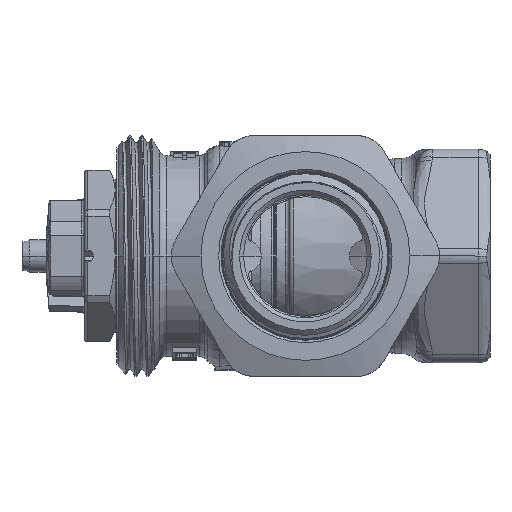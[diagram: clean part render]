
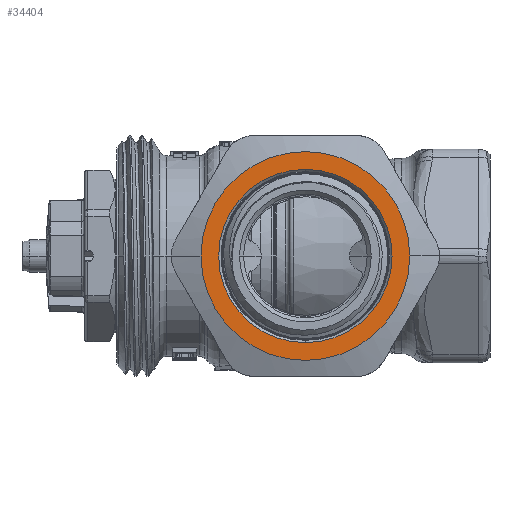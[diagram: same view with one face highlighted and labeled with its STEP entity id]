
A CAD part, left-side view. The second image highlights one B-rep face of the part: STEP entity #34404.
In plain terms, the highlighted planar face has unit normal (-1, 0, 0).
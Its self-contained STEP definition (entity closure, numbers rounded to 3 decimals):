
#1605=CARTESIAN_POINT('',(-31.65,0.,0.));
#1606=DIRECTION('',(-1.,0.,0.));
#1607=DIRECTION('',(0.,1.,0.));
#1608=AXIS2_PLACEMENT_3D('',#1605,#1606,#1607);
#1610=CARTESIAN_POINT('',(-31.65,0.,0.));
#1611=DIRECTION('',(-1.,0.,0.));
#1612=DIRECTION('',(0.,-1.,0.));
#1613=AXIS2_PLACEMENT_3D('',#1610,#1611,#1612);
#1755=CARTESIAN_POINT('',(-31.65,0.,0.));
#1756=DIRECTION('',(-1.,0.,0.));
#1757=DIRECTION('',(0.,0.,1.));
#1758=AXIS2_PLACEMENT_3D('',#1755,#1756,#1757);
#1765=CARTESIAN_POINT('',(-31.65,0.,0.));
#1766=DIRECTION('',(-1.,0.,0.));
#1767=DIRECTION('',(0.,0.,-1.));
#1768=AXIS2_PLACEMENT_3D('',#1765,#1766,#1767);
#32817=CARTESIAN_POINT('',(-31.65,0.,10.8));
#32818=CARTESIAN_POINT('',(-31.65,0.,-10.8));
#32819=VERTEX_POINT('',#32817);
#32820=VERTEX_POINT('',#32818);
#32825=CARTESIAN_POINT('',(-31.65,13.,0.));
#32826=CARTESIAN_POINT('',(-31.65,-13.,0.));
#32827=VERTEX_POINT('',#32825);
#32828=VERTEX_POINT('',#32826);
#34388=CARTESIAN_POINT('',(-31.65,0.,0.));
#34389=DIRECTION('',(1.,0.,0.));
#34390=DIRECTION('',(0.,-1.,0.));
#34391=AXIS2_PLACEMENT_3D('',#34388,#34389,#34390);
#34392=PLANE('',#34391);
#34393=ORIENTED_EDGE('',*,*,#34372,.F.);
#34395=ORIENTED_EDGE('',*,*,#34394,.F.);
#34396=EDGE_LOOP('',(#34393,#34395));
#34397=FACE_OUTER_BOUND('',#34396,.F.);
#34399=ORIENTED_EDGE('',*,*,#34398,.T.);
#34401=ORIENTED_EDGE('',*,*,#34400,.T.);
#34402=EDGE_LOOP('',(#34399,#34401));
#34403=FACE_BOUND('',#34402,.F.);
#34404=ADVANCED_FACE('',(#34397,#34403),#34392,.F.);
#1609=CIRCLE('',#1608,13.);
#1614=CIRCLE('',#1613,13.);
#1759=CIRCLE('',#1758,10.8);
#1769=CIRCLE('',#1768,10.8);
#34372=EDGE_CURVE('',#32827,#32828,#1609,.T.);
#34394=EDGE_CURVE('',#32828,#32827,#1614,.T.);
#34398=EDGE_CURVE('',#32819,#32820,#1759,.T.);
#34400=EDGE_CURVE('',#32820,#32819,#1769,.T.);
